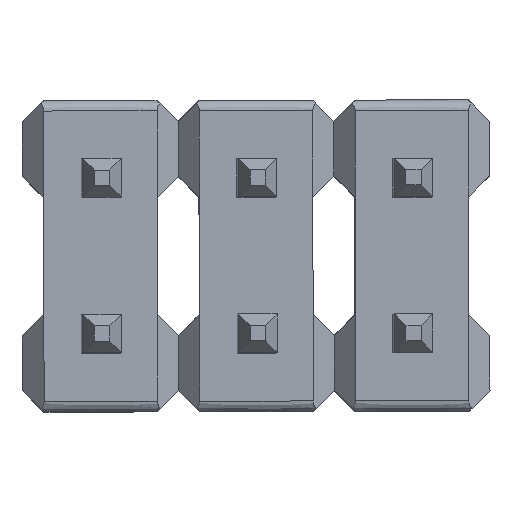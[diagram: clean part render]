
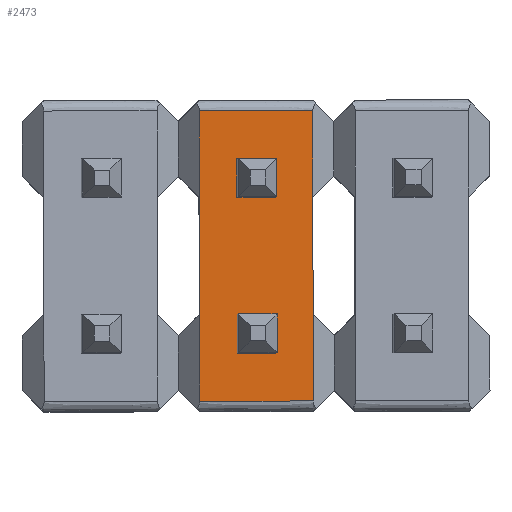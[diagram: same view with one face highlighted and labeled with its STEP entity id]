
A CAD part, top view. The second image highlights one B-rep face of the part: STEP entity #2473.
In plain terms, the highlighted planar face has unit normal (0.004, -0.001, 1).
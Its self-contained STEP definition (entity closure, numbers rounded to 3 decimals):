
#2473 = ADVANCED_FACE('',(#2474,#2536,#2566),#2596,.T.);
#2474 = FACE_BOUND('',#2475,.T.);
#2475 = EDGE_LOOP('',(#2476,#2485,#2492,#2501,#2508,#2515,#2522,#2531));
#2476 = ORIENTED_EDGE('',*,*,#2477,.T.);
#2477 = EDGE_CURVE('',#2478,#2480,#2482,.T.);
#2478 = VERTEX_POINT('',#2479);
#2479 = CARTESIAN_POINT('',(1.627,-1.067,
    2.794));
#2480 = VERTEX_POINT('',#2481);
#2481 = CARTESIAN_POINT('',(3.476,-1.064,
    2.787));
#2482 = B_SPLINE_CURVE_WITH_KNOTS('',1,(#2483,#2484),.UNSPECIFIED.,.F.,
  .F.,(2,2),(7.436,9.285),.PIECEWISE_BEZIER_KNOTS.);
#2483 = CARTESIAN_POINT('',(1.627,-1.067,
    2.794));
#2484 = CARTESIAN_POINT('',(3.476,-1.064,
    2.787));
#2485 = ORIENTED_EDGE('',*,*,#2486,.T.);
#2486 = EDGE_CURVE('',#2480,#2487,#2489,.T.);
#2487 = VERTEX_POINT('',#2488);
#2488 = CARTESIAN_POINT('',(3.474,0.348,2.788
    ));
#2489 = B_SPLINE_CURVE_WITH_KNOTS('',1,(#2490,#2491),.UNSPECIFIED.,.F.,
  .F.,(2,2),(9.285,10.697),.PIECEWISE_BEZIER_KNOTS.);
#2490 = CARTESIAN_POINT('',(3.476,-1.064,
    2.787));
#2491 = CARTESIAN_POINT('',(3.474,0.348,2.788
    ));
#2492 = ORIENTED_EDGE('',*,*,#2493,.T.);
#2493 = EDGE_CURVE('',#2487,#2494,#2496,.T.);
#2494 = VERTEX_POINT('',#2495);
#2495 = CARTESIAN_POINT('',(3.472,2.258,2.789
    ));
#2496 = B_SPLINE_CURVE_WITH_KNOTS('',1,(#2497,#2498,#2499,#2500),
  .UNSPECIFIED.,.F.,.F.,(2,1,1,2),(10.697,11.479,
    11.825,12.607),.UNSPECIFIED.);
#2497 = CARTESIAN_POINT('',(3.474,0.348,2.788
    ));
#2498 = CARTESIAN_POINT('',(3.473,1.13,2.788
    ));
#2499 = CARTESIAN_POINT('',(3.473,1.476,2.788
    ));
#2500 = CARTESIAN_POINT('',(3.472,2.258,2.789
    ));
#2501 = ORIENTED_EDGE('',*,*,#2502,.T.);
#2502 = EDGE_CURVE('',#2494,#2503,#2505,.T.);
#2503 = VERTEX_POINT('',#2504);
#2504 = CARTESIAN_POINT('',(3.47,3.67,2.789
    ));
#2505 = B_SPLINE_CURVE_WITH_KNOTS('',1,(#2506,#2507),.UNSPECIFIED.,.F.,
  .F.,(2,2),(12.607,14.019),.PIECEWISE_BEZIER_KNOTS.);
#2506 = CARTESIAN_POINT('',(3.472,2.258,2.789
    ));
#2507 = CARTESIAN_POINT('',(3.47,3.67,2.789
    ));
#2508 = ORIENTED_EDGE('',*,*,#2509,.T.);
#2509 = EDGE_CURVE('',#2503,#2510,#2512,.T.);
#2510 = VERTEX_POINT('',#2511);
#2511 = CARTESIAN_POINT('',(1.621,3.668,2.796
    ));
#2512 = B_SPLINE_CURVE_WITH_KNOTS('',1,(#2513,#2514),.UNSPECIFIED.,.F.,
  .F.,(2,2),(14.019,15.868),.PIECEWISE_BEZIER_KNOTS.);
#2513 = CARTESIAN_POINT('',(3.47,3.67,2.789
    ));
#2514 = CARTESIAN_POINT('',(1.621,3.668,2.796
    ));
#2515 = ORIENTED_EDGE('',*,*,#2516,.T.);
#2516 = EDGE_CURVE('',#2510,#2517,#2519,.T.);
#2517 = VERTEX_POINT('',#2518);
#2518 = CARTESIAN_POINT('',(1.623,2.256,2.795
    ));
#2519 = B_SPLINE_CURVE_WITH_KNOTS('',1,(#2520,#2521),.UNSPECIFIED.,.F.,
  .F.,(2,2),(15.868,17.281),.PIECEWISE_BEZIER_KNOTS.);
#2520 = CARTESIAN_POINT('',(1.621,3.668,2.796
    ));
#2521 = CARTESIAN_POINT('',(1.623,2.256,2.795
    ));
#2522 = ORIENTED_EDGE('',*,*,#2523,.T.);
#2523 = EDGE_CURVE('',#2517,#2524,#2526,.T.);
#2524 = VERTEX_POINT('',#2525);
#2525 = CARTESIAN_POINT('',(1.625,0.346,2.794
    ));
#2526 = B_SPLINE_CURVE_WITH_KNOTS('',1,(#2527,#2528,#2529,#2530),
  .UNSPECIFIED.,.F.,.F.,(2,1,1,2),(0.56,1.342,1.688,
    2.47),.UNSPECIFIED.);
#2527 = CARTESIAN_POINT('',(1.623,2.256,2.795
    ));
#2528 = CARTESIAN_POINT('',(1.624,1.473,2.795
    ));
#2529 = CARTESIAN_POINT('',(1.624,1.128,2.795)
  );
#2530 = CARTESIAN_POINT('',(1.625,0.346,2.794
    ));
#2531 = ORIENTED_EDGE('',*,*,#2532,.T.);
#2532 = EDGE_CURVE('',#2524,#2478,#2533,.T.);
#2533 = B_SPLINE_CURVE_WITH_KNOTS('',1,(#2534,#2535),.UNSPECIFIED.,.F.,
  .F.,(2,2),(19.191,20.603),.PIECEWISE_BEZIER_KNOTS.);
#2534 = CARTESIAN_POINT('',(1.625,0.346,2.794
    ));
#2535 = CARTESIAN_POINT('',(1.627,-1.067,
    2.794));
#2536 = FACE_BOUND('',#2537,.T.);
#2537 = EDGE_LOOP('',(#2538,#2547,#2554,#2561));
#2538 = ORIENTED_EDGE('',*,*,#2539,.T.);
#2539 = EDGE_CURVE('',#2540,#2542,#2544,.T.);
#2540 = VERTEX_POINT('',#2541);
#2541 = CARTESIAN_POINT('',(2.865,-0.283,
    2.789));
#2542 = VERTEX_POINT('',#2543);
#2543 = CARTESIAN_POINT('',(2.235,-0.284,
    2.792));
#2544 = B_SPLINE_CURVE_WITH_KNOTS('',1,(#2545,#2546),.UNSPECIFIED.,.F.,
  .F.,(2,2),(-1.24,-0.61),.PIECEWISE_BEZIER_KNOTS.);
#2545 = CARTESIAN_POINT('',(2.865,-0.283,
    2.789));
#2546 = CARTESIAN_POINT('',(2.235,-0.284,
    2.792));
#2547 = ORIENTED_EDGE('',*,*,#2548,.T.);
#2548 = EDGE_CURVE('',#2542,#2549,#2551,.T.);
#2549 = VERTEX_POINT('',#2550);
#2550 = CARTESIAN_POINT('',(2.235,0.346,2.792
    ));
#2551 = B_SPLINE_CURVE_WITH_KNOTS('',1,(#2552,#2553),.UNSPECIFIED.,.F.,
  .F.,(2,2),(0.782,1.412),.PIECEWISE_BEZIER_KNOTS.);
#2552 = CARTESIAN_POINT('',(2.235,-0.284,
    2.792));
#2553 = CARTESIAN_POINT('',(2.235,0.346,2.792
    ));
#2554 = ORIENTED_EDGE('',*,*,#2555,.T.);
#2555 = EDGE_CURVE('',#2549,#2556,#2558,.T.);
#2556 = VERTEX_POINT('',#2557);
#2557 = CARTESIAN_POINT('',(2.865,0.347,2.79
    ));
#2558 = B_SPLINE_CURVE_WITH_KNOTS('',1,(#2559,#2560),.UNSPECIFIED.,.F.,
  .F.,(2,2),(0.61,1.24),.PIECEWISE_BEZIER_KNOTS.);
#2559 = CARTESIAN_POINT('',(2.235,0.346,2.792
    ));
#2560 = CARTESIAN_POINT('',(2.865,0.347,2.79
    ));
#2561 = ORIENTED_EDGE('',*,*,#2562,.T.);
#2562 = EDGE_CURVE('',#2556,#2540,#2563,.T.);
#2563 = B_SPLINE_CURVE_WITH_KNOTS('',1,(#2564,#2565),.UNSPECIFIED.,.F.,
  .F.,(2,2),(-1.412,-0.782),.PIECEWISE_BEZIER_KNOTS.);
#2564 = CARTESIAN_POINT('',(2.865,0.347,2.79
    ));
#2565 = CARTESIAN_POINT('',(2.865,-0.283,
    2.789));
#2566 = FACE_BOUND('',#2567,.T.);
#2567 = EDGE_LOOP('',(#2568,#2577,#2584,#2591));
#2568 = ORIENTED_EDGE('',*,*,#2569,.T.);
#2569 = EDGE_CURVE('',#2570,#2572,#2574,.T.);
#2570 = VERTEX_POINT('',#2571);
#2571 = CARTESIAN_POINT('',(2.231,2.886,2.793
    ));
#2572 = VERTEX_POINT('',#2573);
#2573 = CARTESIAN_POINT('',(2.861,2.887,2.791)
  );
#2574 = B_SPLINE_CURVE_WITH_KNOTS('',1,(#2575,#2576),.UNSPECIFIED.,.F.,
  .F.,(2,2),(-1.89,-1.26),.PIECEWISE_BEZIER_KNOTS.);
#2575 = CARTESIAN_POINT('',(2.231,2.886,2.793
    ));
#2576 = CARTESIAN_POINT('',(2.861,2.887,2.791)
  );
#2577 = ORIENTED_EDGE('',*,*,#2578,.T.);
#2578 = EDGE_CURVE('',#2572,#2579,#2581,.T.);
#2579 = VERTEX_POINT('',#2580);
#2580 = CARTESIAN_POINT('',(2.862,2.257,2.791)
  );
#2581 = B_SPLINE_CURVE_WITH_KNOTS('',1,(#2582,#2583),.UNSPECIFIED.,.F.,
  .F.,(2,2),(-3.952,-3.322),.PIECEWISE_BEZIER_KNOTS.);
#2582 = CARTESIAN_POINT('',(2.861,2.887,2.791)
  );
#2583 = CARTESIAN_POINT('',(2.862,2.257,2.791)
  );
#2584 = ORIENTED_EDGE('',*,*,#2585,.T.);
#2585 = EDGE_CURVE('',#2579,#2586,#2588,.T.);
#2586 = VERTEX_POINT('',#2587);
#2587 = CARTESIAN_POINT('',(2.232,2.256,2.793
    ));
#2588 = B_SPLINE_CURVE_WITH_KNOTS('',1,(#2589,#2590),.UNSPECIFIED.,.F.,
  .F.,(2,2),(-1.24,-0.61),.PIECEWISE_BEZIER_KNOTS.);
#2589 = CARTESIAN_POINT('',(2.862,2.257,2.791)
  );
#2590 = CARTESIAN_POINT('',(2.232,2.256,2.793
    ));
#2591 = ORIENTED_EDGE('',*,*,#2592,.T.);
#2592 = EDGE_CURVE('',#2586,#2570,#2593,.T.);
#2593 = B_SPLINE_CURVE_WITH_KNOTS('',1,(#2594,#2595),.UNSPECIFIED.,.F.,
  .F.,(2,2),(3.322,3.952),.PIECEWISE_BEZIER_KNOTS.);
#2594 = CARTESIAN_POINT('',(2.232,2.256,2.793
    ));
#2595 = CARTESIAN_POINT('',(2.231,2.886,2.793
    ));
#2596 = PLANE('',#2597);
#2597 = AXIS2_PLACEMENT_3D('',#2598,#2599,#2600);
#2598 = CARTESIAN_POINT('',(1.609,-1.114,
    2.794));
#2599 = DIRECTION('',(0.004,-0.001,
    1.));
#2600 = DIRECTION('',(1.,0.001,
    -0.004));
